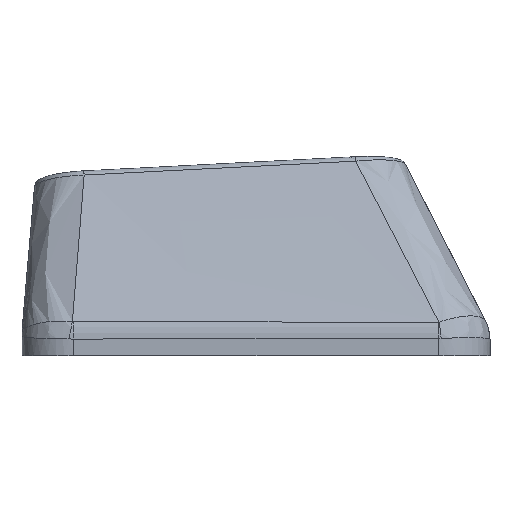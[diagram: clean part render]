
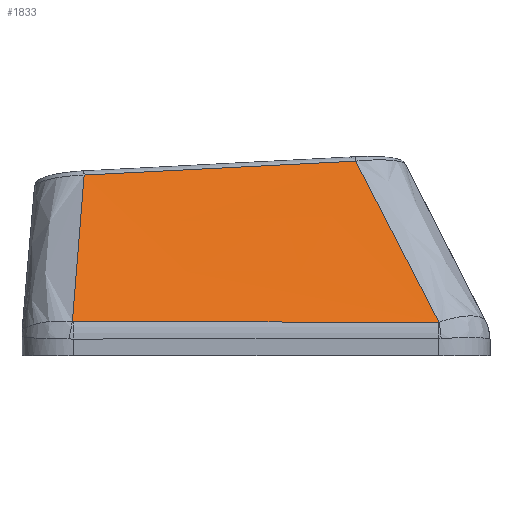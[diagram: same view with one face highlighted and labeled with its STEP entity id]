
A CAD part, left-side view. The second image highlights one B-rep face of the part: STEP entity #1833.
In plain terms, the highlighted free-form (B-spline) face has degree [3, 3] with [4, 4] control points.
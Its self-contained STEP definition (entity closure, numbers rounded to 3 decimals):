
#40=B_SPLINE_SURFACE_WITH_KNOTS('',3,3,((#4360,#4361,#4362,#4363),(#4364,
#4365,#4366,#4367),(#4368,#4369,#4370,#4371),(#4372,#4373,#4374,#4375)),
 .UNSPECIFIED.,.F.,.F.,.F.,(4,4),(4,4),(0.107,0.899),
(0.031,0.956),.UNSPECIFIED.);
#318=FACE_OUTER_BOUND('',#408,.T.);
#408=EDGE_LOOP('',(#1606,#1607,#1608,#1609,#1610,#1611));
#586=B_SPLINE_CURVE_WITH_KNOTS('',3,(#3786,#3787,#3788,#3789),
 .UNSPECIFIED.,.F.,.F.,(4,4),(0.,0.003),
 .UNSPECIFIED.);
#587=B_SPLINE_CURVE_WITH_KNOTS('',3,(#3807,#3808,#3809,#3810),
 .UNSPECIFIED.,.F.,.F.,(4,4),(-1.416,0.),.UNSPECIFIED.);
#590=B_SPLINE_CURVE_WITH_KNOTS('',3,(#3840,#3841,#3842,#3843),
 .UNSPECIFIED.,.F.,.F.,(4,4),(0.,0.004),.UNSPECIFIED.);
#601=B_SPLINE_CURVE_WITH_KNOTS('',3,(#4070,#4071,#4072,#4073),
 .UNSPECIFIED.,.F.,.F.,(4,4),(0.025,0.785),
 .UNSPECIFIED.);
#609=B_SPLINE_CURVE_WITH_KNOTS('',3,(#4300,#4301,#4302,#4303),
 .UNSPECIFIED.,.F.,.F.,(4,4),(0.,1.056),.UNSPECIFIED.);
#612=B_SPLINE_CURVE_WITH_KNOTS('',3,(#4376,#4377,#4378,#4379),
 .UNSPECIFIED.,.F.,.F.,(4,4),(-0.661,-0.023),
 .UNSPECIFIED.);
#809=VERTEX_POINT('',#3748);
#811=VERTEX_POINT('',#3779);
#813=VERTEX_POINT('',#3806);
#815=VERTEX_POINT('',#3833);
#831=VERTEX_POINT('',#4064);
#836=VERTEX_POINT('',#4298);
#1063=EDGE_CURVE('',#809,#811,#586,.T.);
#1064=EDGE_CURVE('',#811,#813,#587,.T.);
#1069=EDGE_CURVE('',#813,#815,#590,.T.);
#1095=EDGE_CURVE('',#831,#809,#601,.T.);
#1110=EDGE_CURVE('',#836,#831,#609,.T.);
#1114=EDGE_CURVE('',#815,#836,#612,.T.);
#1606=ORIENTED_EDGE('',*,*,#1063,.F.);
#1607=ORIENTED_EDGE('',*,*,#1095,.F.);
#1608=ORIENTED_EDGE('',*,*,#1110,.F.);
#1609=ORIENTED_EDGE('',*,*,#1114,.F.);
#1610=ORIENTED_EDGE('',*,*,#1069,.F.);
#1611=ORIENTED_EDGE('',*,*,#1064,.F.);
#1833=ADVANCED_FACE('',(#318),#40,.F.);
#3748=CARTESIAN_POINT('',(-8.943,-7.107,0.299));
#3779=CARTESIAN_POINT('',(-8.944,-7.079,0.298));
#3786=CARTESIAN_POINT('Ctrl Pts',(-8.943,-7.107,0.299));
#3787=CARTESIAN_POINT('Ctrl Pts',(-8.944,-7.098,0.298));
#3788=CARTESIAN_POINT('Ctrl Pts',(-8.944,-7.088,0.298));
#3789=CARTESIAN_POINT('Ctrl Pts',(-8.944,-7.079,0.298));
#3806=CARTESIAN_POINT('',(-8.921,7.082,0.318));
#3807=CARTESIAN_POINT('Ctrl Pts',(-8.944,-7.079,0.298));
#3808=CARTESIAN_POINT('Ctrl Pts',(-8.937,-2.359,0.304));
#3809=CARTESIAN_POINT('Ctrl Pts',(-8.929,2.361,0.311));
#3810=CARTESIAN_POINT('Ctrl Pts',(-8.921,7.082,0.318));
#3833=CARTESIAN_POINT('',(-8.919,7.125,0.322));
#3840=CARTESIAN_POINT('Ctrl Pts',(-8.921,7.082,0.318));
#3841=CARTESIAN_POINT('Ctrl Pts',(-8.921,7.096,0.318));
#3842=CARTESIAN_POINT('Ctrl Pts',(-8.92,7.111,0.319));
#3843=CARTESIAN_POINT('Ctrl Pts',(-8.919,7.125,0.322));
#4064=CARTESIAN_POINT('',(-6.065,-3.872,6.549));
#4070=CARTESIAN_POINT('Ctrl Pts',(-6.065,-3.872,6.549));
#4071=CARTESIAN_POINT('Ctrl Pts',(-7.027,-4.953,4.467));
#4072=CARTESIAN_POINT('Ctrl Pts',(-7.986,-6.03,2.384));
#4073=CARTESIAN_POINT('Ctrl Pts',(-8.943,-7.107,0.299));
#4298=CARTESIAN_POINT('',(-6.069,6.671,6.009));
#4300=CARTESIAN_POINT('Ctrl Pts',(-6.069,6.671,6.009));
#4301=CARTESIAN_POINT('Ctrl Pts',(-6.068,3.156,6.189));
#4302=CARTESIAN_POINT('Ctrl Pts',(-6.066,-0.358,
6.368));
#4303=CARTESIAN_POINT('Ctrl Pts',(-6.065,-3.872,6.549));
#4360=CARTESIAN_POINT('Ctrl Pts',(-6.065,7.032,6.));
#4361=CARTESIAN_POINT('Ctrl Pts',(-7.025,7.063,4.09));
#4362=CARTESIAN_POINT('Ctrl Pts',(-7.984,7.095,2.181));
#4363=CARTESIAN_POINT('Ctrl Pts',(-8.944,7.126,0.272));
#4364=CARTESIAN_POINT('Ctrl Pts',(-6.065,3.271,6.189));
#4365=CARTESIAN_POINT('Ctrl Pts',(-7.025,2.975,4.219));
#4366=CARTESIAN_POINT('Ctrl Pts',(-7.984,2.678,2.25));
#4367=CARTESIAN_POINT('Ctrl Pts',(-8.944,2.382,0.28));
#4368=CARTESIAN_POINT('Ctrl Pts',(-6.065,-0.49,
6.378));
#4369=CARTESIAN_POINT('Ctrl Pts',(-7.025,-1.114,4.349));
#4370=CARTESIAN_POINT('Ctrl Pts',(-7.984,-1.738,2.319));
#4371=CARTESIAN_POINT('Ctrl Pts',(-8.944,-2.363,0.289));
#4372=CARTESIAN_POINT('Ctrl Pts',(-6.065,-4.25,6.568));
#4373=CARTESIAN_POINT('Ctrl Pts',(-7.025,-5.203,4.478));
#4374=CARTESIAN_POINT('Ctrl Pts',(-7.984,-6.155,2.388));
#4375=CARTESIAN_POINT('Ctrl Pts',(-8.944,-7.107,0.298));
#4376=CARTESIAN_POINT('Ctrl Pts',(-8.919,7.125,0.322));
#4377=CARTESIAN_POINT('Ctrl Pts',(-7.967,6.971,2.217));
#4378=CARTESIAN_POINT('Ctrl Pts',(-7.016,6.819,4.112));
#4379=CARTESIAN_POINT('Ctrl Pts',(-6.069,6.671,6.009));
